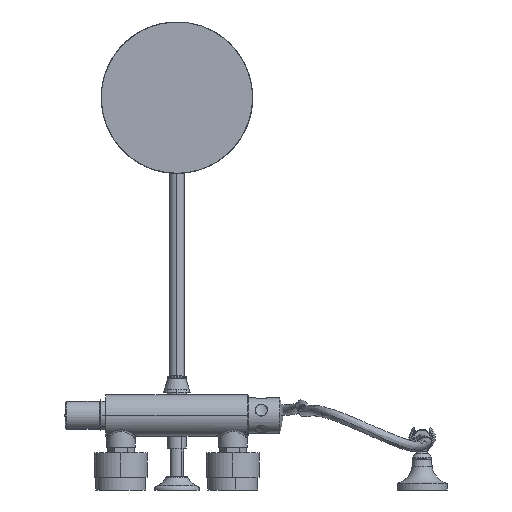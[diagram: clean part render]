
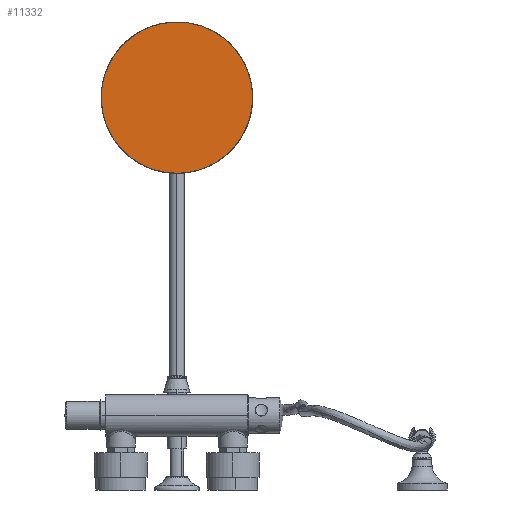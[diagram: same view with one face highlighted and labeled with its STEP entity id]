
A CAD part, front view. The second image highlights one B-rep face of the part: STEP entity #11332.
In plain terms, the highlighted planar face has unit normal (0, -1, 0).
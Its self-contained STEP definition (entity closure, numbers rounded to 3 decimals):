
#22 = DIRECTION ( 'NONE',  ( 0., 1., 0. ) ) ;
#442 = EDGE_CURVE ( 'NONE', #3125, #4575, #3111, .T. ) ;
#2758 = FACE_OUTER_BOUND ( 'NONE', #14501, .T. ) ;
#3048 = CARTESIAN_POINT ( 'NONE',  ( 0., 0., 100. ) ) ;
#3111 = CIRCLE ( 'NONE', #3676, 100. ) ;
#3125 = VERTEX_POINT ( 'NONE', #3179 ) ;
#3179 = CARTESIAN_POINT ( 'NONE',  ( 0., 0., -100. ) ) ;
#3676 = AXIS2_PLACEMENT_3D ( 'NONE', #5046, #13723, #6276 ) ;
#4443 = AXIS2_PLACEMENT_3D ( 'NONE', #7400, #22, #8652 ) ;
#4575 = VERTEX_POINT ( 'NONE', #3048 ) ;
#4707 = CARTESIAN_POINT ( 'NONE',  ( 0., 0., 0. ) ) ;
#5046 = CARTESIAN_POINT ( 'NONE',  ( 0., 0., 0. ) ) ;
#6276 = DIRECTION ( 'NONE',  ( 0., 0., 1. ) ) ;
#6720 = AXIS2_PLACEMENT_3D ( 'NONE', #4707, #15879, #8433 ) ;
#7400 = CARTESIAN_POINT ( 'NONE',  ( 0., 0., 0. ) ) ;
#7965 = CIRCLE ( 'NONE', #4443, 100. ) ;
#8433 = DIRECTION ( 'NONE',  ( 0., 0., 1. ) ) ;
#8652 = DIRECTION ( 'NONE',  ( 0., 0., 1. ) ) ;
#9636 = PLANE ( 'NONE',  #6720 ) ;
#10351 = ORIENTED_EDGE ( 'NONE', *, *, #11909, .F. ) ;
#11332 = ADVANCED_FACE ( 'NONE', ( #2758 ), #9636, .F. ) ;
#11909 = EDGE_CURVE ( 'NONE', #4575, #3125, #7965, .T. ) ;
#12977 = ORIENTED_EDGE ( 'NONE', *, *, #442, .F. ) ;
#13723 = DIRECTION ( 'NONE',  ( 0., 1., 0. ) ) ;
#14501 = EDGE_LOOP ( 'NONE', ( #10351, #12977 ) ) ;
#15879 = DIRECTION ( 'NONE',  ( 0., 1., 0. ) ) ;
